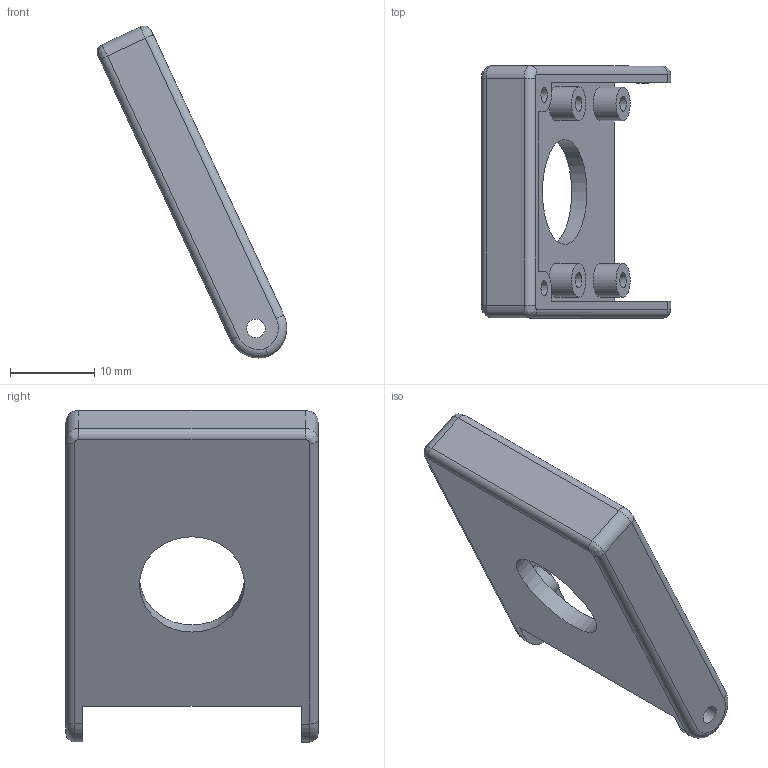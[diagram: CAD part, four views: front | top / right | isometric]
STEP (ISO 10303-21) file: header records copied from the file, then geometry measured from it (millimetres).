
FILE_DESCRIPTION(/* description */ (''),/* implementation_level */ '2;1');
FILE_NAME(/* name */ 'Camera Mount Top.step',/* time_stamp */ '2023-01-29T12:23:08-08:00',/* author */ (''),/* organization */ (''),/* preprocessor_version */ 'ST-DEVELOPER v19',/* originating_system */ 'Autodesk Translation Framework v11.7.0.108',/* authorisation */ '');
FILE_SCHEMA (('AUTOMOTIVE_DESIGN { 1 0 10303 214 3 1 1 }'));
Length unit declared in the file: millimetre
Products named in the file (1): Camera Mount Top
Bounding box: 22.55 x 30 x 39.49 mm (x, y, z)
Volume: 3124.7 mm3; surface area: 3578 mm2
Topology: 1 solids, 1 shells, 59 faces, 127 edges, 80 vertices
Faces by surface type: cylinder 27, plane 24, torus 4, bspline 4
Full cylindrical faces by diameter (mm): 1.8 x6, 2.2 x2, 4 x4, 12.5 x1
Entity records: 1697 total; most frequent: CARTESIAN_POINT 321, DIRECTION 299, ORIENTED_EDGE 254, EDGE_CURVE 127, AXIS2_PLACEMENT_3D 118, VERTEX_POINT 80, EDGE_LOOP 75, LINE 63
